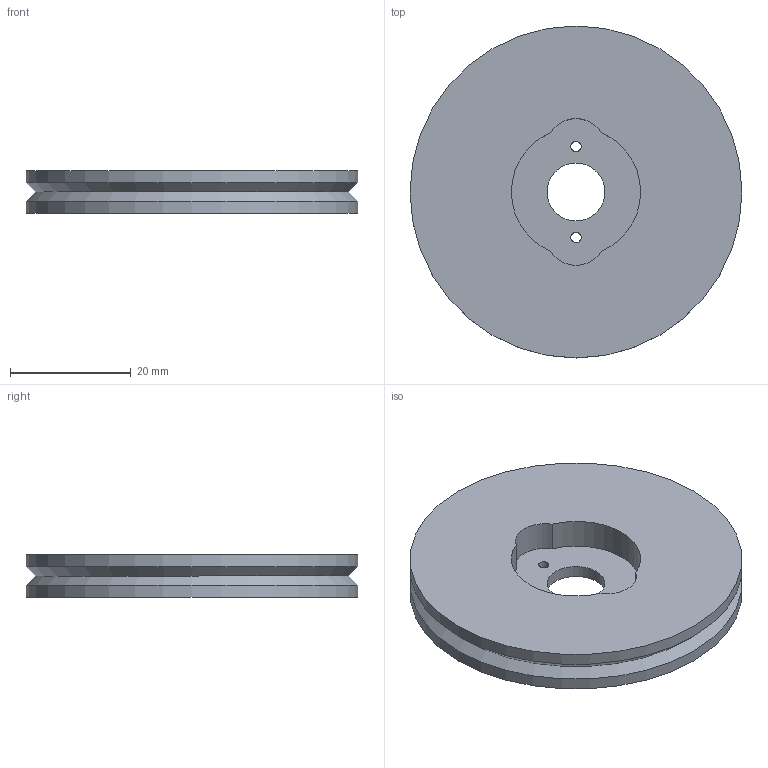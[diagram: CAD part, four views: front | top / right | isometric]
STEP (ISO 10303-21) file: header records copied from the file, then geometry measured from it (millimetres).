
FILE_DESCRIPTION(('FreeCAD Model'),'2;1');
FILE_NAME('renacuajo-wheel-small-rounded-horn.stp','2014-09-11T17:54:51',('FreeCAD'),('FreeCAD'), 'Open CASCADE STEP processor 6.7','FreeCAD','Unknown');
FILE_SCHEMA(('AUTOMOTIVE_DESIGN_CC2 { 1 2 10303 214 -1 1 5 4 }'));
Length unit declared in the file: millimetre
Products named in the file (1): renacuajo-wheel-small-rounded-horn-final
Bounding box: 55 x 55 x 7 mm (x, y, z)
Volume: 14208.1 mm3; surface area: 6433.6 mm2
Topology: 1 solids, 1 shells, 15 faces, 37 edges, 25 vertices
Faces by surface type: cylinder 10, plane 3, cone 2
Full cylindrical faces by diameter (mm): 1.7 x2, 9.6 x1, 55 x2
Entity records: 1030 total; most frequent: CARTESIAN_POINT 280, DIRECTION 140, ORIENTED_EDGE 74, PCURVE 74, DEFINITIONAL_REPRESENTATION 74, LINE 56, VECTOR 56, AXIS2_PLACEMENT_3D 41
